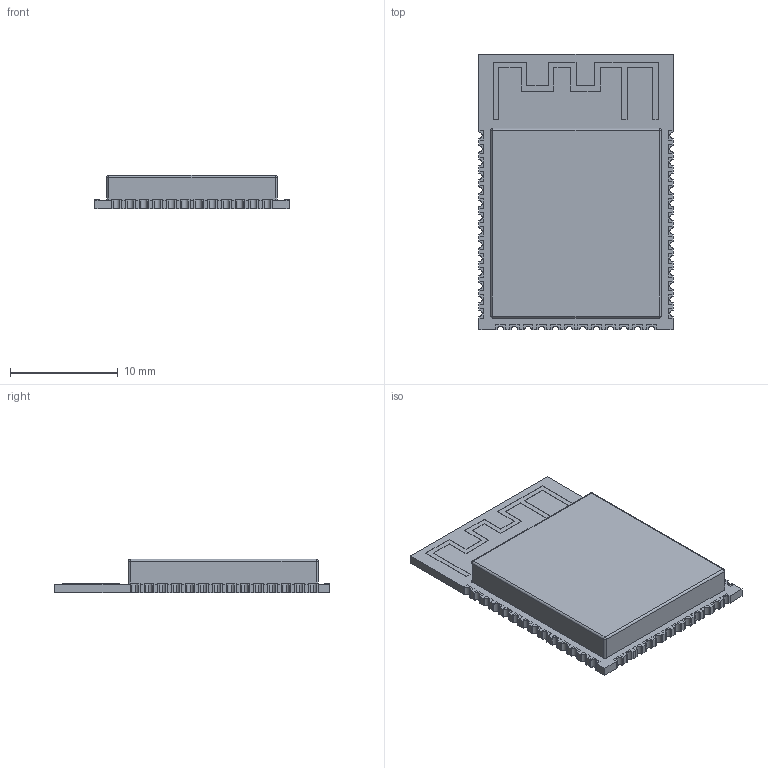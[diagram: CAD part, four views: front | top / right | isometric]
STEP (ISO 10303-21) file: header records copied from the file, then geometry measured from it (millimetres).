
FILE_DESCRIPTION (( 'STEP AP214' ), '1' );
FILE_NAME ('WIRELM-SMD_ESP32-S3-WROOM-1.STEP', '2022-05-25T05:11:37', ( '微软用户' ), ( '微软中国' ), 'SwSTEP 2.0', 'SolidWorks 2017', '' );
FILE_SCHEMA (( 'AUTOMOTIVE_DESIGN' ));
Length unit declared in the file: millimetre
Products named in the file (1): WIRELM-SMD_ESP32-S3-WROOM-1
Bounding box: 18 x 25.5 x 3.11 mm (x, y, z)
Volume: 1002.4 mm3; surface area: 1139.4 mm2
Topology: 1 solids, 1 shells, 650 faces, 1882 edges, 1248 vertices
Faces by surface type: plane 570, cylinder 62, bspline 14, sphere 4
Entity records: 28267 total; most frequent: CARTESIAN_POINT 4575, ORIENTED_EDGE 3756, DIRECTION 3248, EDGE_CURVE 1878, LINE 1726, VECTOR 1726, VERTEX_POINT 1248, AXIS2_PLACEMENT_3D 761
